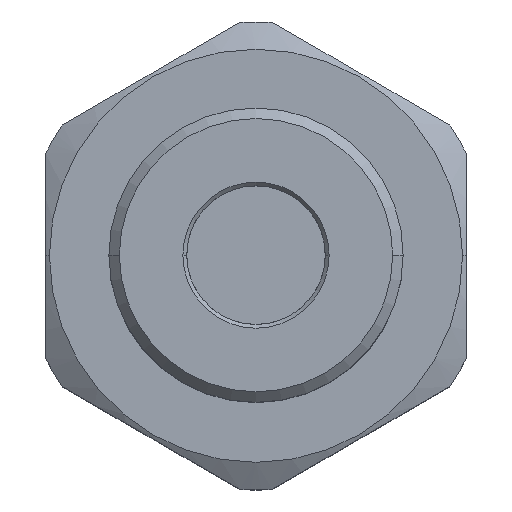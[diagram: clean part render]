
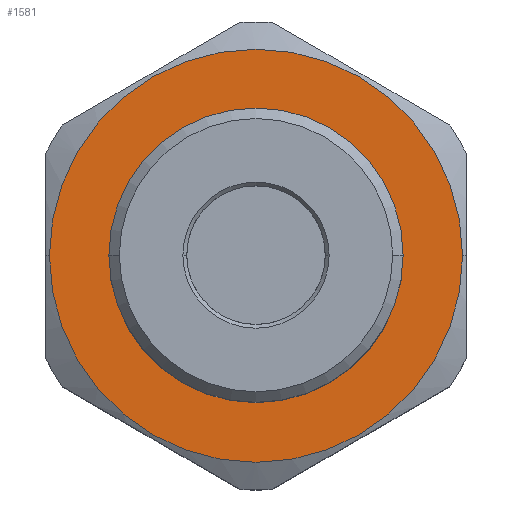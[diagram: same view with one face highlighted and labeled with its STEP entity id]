
A CAD part, top view. The second image highlights one B-rep face of the part: STEP entity #1581.
In plain terms, the highlighted planar face has unit normal (0, 0, 1).
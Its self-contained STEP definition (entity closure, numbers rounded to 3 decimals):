
#54 = VERTEX_POINT ( 'NONE', #1441 ) ;
#56 = DIRECTION ( 'NONE',  ( -1., 0., 0. ) ) ;
#83 = DIRECTION ( 'NONE',  ( 0., 0., -1. ) ) ;
#102 = PLANE ( 'NONE',  #197 ) ;
#149 = CIRCLE ( 'NONE', #1268, 3.93 ) ;
#150 = DIRECTION ( 'NONE',  ( 0., 0., -1. ) ) ;
#157 = CIRCLE ( 'NONE', #2371, 2.55 ) ;
#159 = EDGE_LOOP ( 'NONE', ( #2115, #1214 ) ) ;
#197 = AXIS2_PLACEMENT_3D ( 'NONE', #1071, #2038, #890 ) ;
#276 = DIRECTION ( 'NONE',  ( -1., 0., 0. ) ) ;
#315 = CARTESIAN_POINT ( 'NONE',  ( 0., 0., -6.6 ) ) ;
#325 = FACE_BOUND ( 'NONE', #1592, .T. ) ;
#331 = EDGE_CURVE ( 'NONE', #1563, #54, #149, .T. ) ;
#444 = DIRECTION ( 'NONE',  ( 0., 0., -1. ) ) ;
#459 = DIRECTION ( 'NONE',  ( 0., 0., -1. ) ) ;
#472 = CARTESIAN_POINT ( 'NONE',  ( 0., 0., -6.6 ) ) ;
#544 = CARTESIAN_POINT ( 'NONE',  ( -2.55, 0., -6.6 ) ) ;
#681 = VERTEX_POINT ( 'NONE', #2187 ) ;
#724 = EDGE_CURVE ( 'NONE', #681, #1755, #157, .T. ) ;
#890 = DIRECTION ( 'NONE',  ( -1., 0., 0. ) ) ;
#896 = FACE_OUTER_BOUND ( 'NONE', #159, .T. ) ;
#1071 = CARTESIAN_POINT ( 'NONE',  ( 0., 2.55, -6.6 ) ) ;
#1142 = AXIS2_PLACEMENT_3D ( 'NONE', #1233, #83, #1426 ) ;
#1154 = ORIENTED_EDGE ( 'NONE', *, *, #1516, .T. ) ;
#1214 = ORIENTED_EDGE ( 'NONE', *, *, #331, .F. ) ;
#1233 = CARTESIAN_POINT ( 'NONE',  ( 0., 0., -6.6 ) ) ;
#1268 = AXIS2_PLACEMENT_3D ( 'NONE', #315, #150, #56 ) ;
#1426 = DIRECTION ( 'NONE',  ( -1., 0., 0. ) ) ;
#1441 = CARTESIAN_POINT ( 'NONE',  ( -3.93, 0., -6.6 ) ) ;
#1516 = EDGE_CURVE ( 'NONE', #1755, #681, #2477, .T. ) ;
#1563 = VERTEX_POINT ( 'NONE', #1838 ) ;
#1571 = CARTESIAN_POINT ( 'NONE',  ( 0., 0., -6.6 ) ) ;
#1581 = ADVANCED_FACE ( 'NONE', ( #896, #325 ), #102, .F. ) ;
#1592 = EDGE_LOOP ( 'NONE', ( #1757, #1154 ) ) ;
#1665 = CIRCLE ( 'NONE', #2490, 3.93 ) ;
#1755 = VERTEX_POINT ( 'NONE', #544 ) ;
#1757 = ORIENTED_EDGE ( 'NONE', *, *, #724, .T. ) ;
#1773 = DIRECTION ( 'NONE',  ( -1., 0., 0. ) ) ;
#1838 = CARTESIAN_POINT ( 'NONE',  ( 3.93, 0., -6.6 ) ) ;
#2038 = DIRECTION ( 'NONE',  ( 0., 0., -1. ) ) ;
#2115 = ORIENTED_EDGE ( 'NONE', *, *, #2437, .F. ) ;
#2187 = CARTESIAN_POINT ( 'NONE',  ( 2.55, 0., -6.6 ) ) ;
#2371 = AXIS2_PLACEMENT_3D ( 'NONE', #472, #459, #276 ) ;
#2437 = EDGE_CURVE ( 'NONE', #54, #1563, #1665, .T. ) ;
#2477 = CIRCLE ( 'NONE', #1142, 2.55 ) ;
#2490 = AXIS2_PLACEMENT_3D ( 'NONE', #1571, #444, #1773 ) ;
